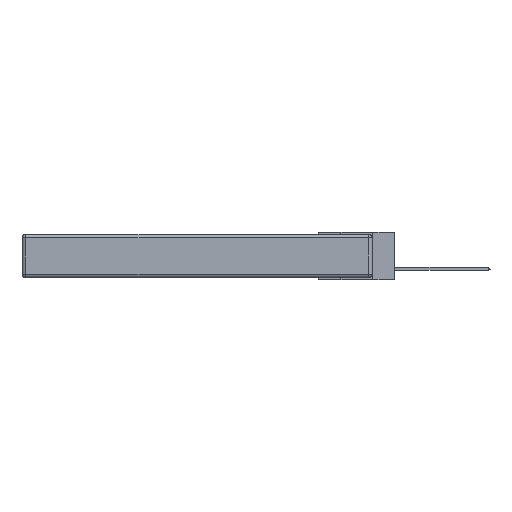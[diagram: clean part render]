
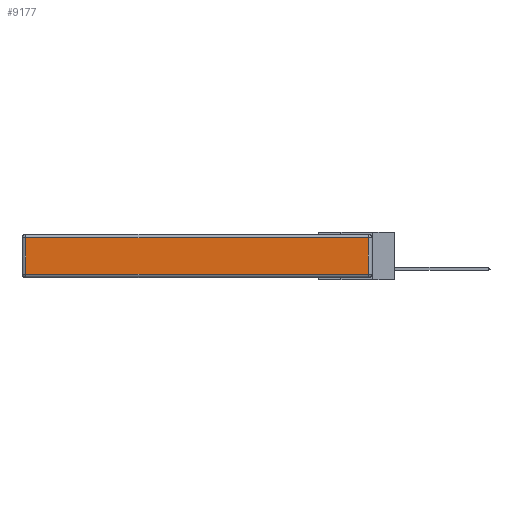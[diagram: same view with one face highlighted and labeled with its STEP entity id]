
A CAD part, left-side view. The second image highlights one B-rep face of the part: STEP entity #9177.
In plain terms, the highlighted planar face has unit normal (-1, 0, 0).
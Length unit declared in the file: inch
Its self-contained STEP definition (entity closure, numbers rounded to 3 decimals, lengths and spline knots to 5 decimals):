
#3 = PLANE ( 'NONE',  #14965 ) ;
#742 = CARTESIAN_POINT ( 'NONE',  ( 0., 0.03, -0.313 ) ) ;
#1869 = ORIENTED_EDGE ( 'NONE', *, *, #16330, .T. ) ;
#2011 = DIRECTION ( 'NONE',  ( 0., 0., 1. ) ) ;
#2021 = VERTEX_POINT ( 'NONE', #15858 ) ;
#2135 = CARTESIAN_POINT ( 'NONE',  ( 0., 0.03, -0.343 ) ) ;
#2724 = VERTEX_POINT ( 'NONE', #9942 ) ;
#3096 = DIRECTION ( 'NONE',  ( 0., 0., 1. ) ) ;
#3349 = EDGE_CURVE ( 'NONE', #8106, #15053, #10470, .T. ) ;
#3572 = DIRECTION ( 'NONE',  ( 0., -1., 0. ) ) ;
#4398 = CARTESIAN_POINT ( 'NONE',  ( 0., 2.72, -0.343 ) ) ;
#4551 = CARTESIAN_POINT ( 'NONE',  ( 0., 0., -0.343 ) ) ;
#4559 = ORIENTED_EDGE ( 'NONE', *, *, #3349, .T. ) ;
#5070 = ORIENTED_EDGE ( 'NONE', *, *, #6460, .T. ) ;
#5107 = CARTESIAN_POINT ( 'NONE',  ( 0., 2.75, -0.03 ) ) ;
#5830 = DIRECTION ( 'NONE',  ( 0., 0., -1. ) ) ;
#6460 = EDGE_CURVE ( 'NONE', #15053, #2021, #11002, .T. ) ;
#7169 = VECTOR ( 'NONE', #5830, 39.37008 ) ;
#7450 = EDGE_LOOP ( 'NONE', ( #16738, #4559, #5070, #1869 ) ) ;
#7839 = DIRECTION ( 'NONE',  ( 0., 1., 0. ) ) ;
#8106 = VERTEX_POINT ( 'NONE', #742 ) ;
#9177 = ADVANCED_FACE ( 'NONE', ( #19077 ), #3, .T. ) ;
#9942 = CARTESIAN_POINT ( 'NONE',  ( 0., 2.72, -0.313 ) ) ;
#10470 = LINE ( 'NONE', #2135, #15387 ) ;
#10504 = DIRECTION ( 'NONE',  ( -1., 0., 0. ) ) ;
#11002 = LINE ( 'NONE', #5107, #19164 ) ;
#12428 = CARTESIAN_POINT ( 'NONE',  ( 0., 0., -0.313 ) ) ;
#14965 = AXIS2_PLACEMENT_3D ( 'NONE', #4551, #10504, #3096 ) ;
#15053 = VERTEX_POINT ( 'NONE', #18581 ) ;
#15387 = VECTOR ( 'NONE', #2011, 39.37008 ) ;
#15408 = VECTOR ( 'NONE', #3572, 39.37008 ) ;
#15815 = LINE ( 'NONE', #4398, #7169 ) ;
#15858 = CARTESIAN_POINT ( 'NONE',  ( 0., 2.72, -0.03 ) ) ;
#16330 = EDGE_CURVE ( 'NONE', #2021, #2724, #15815, .T. ) ;
#16738 = ORIENTED_EDGE ( 'NONE', *, *, #18608, .T. ) ;
#18439 = LINE ( 'NONE', #12428, #15408 ) ;
#18581 = CARTESIAN_POINT ( 'NONE',  ( 0., 0.03, -0.03 ) ) ;
#18608 = EDGE_CURVE ( 'NONE', #2724, #8106, #18439, .T. ) ;
#19077 = FACE_OUTER_BOUND ( 'NONE', #7450, .T. ) ;
#19164 = VECTOR ( 'NONE', #7839, 39.37008 ) ;
